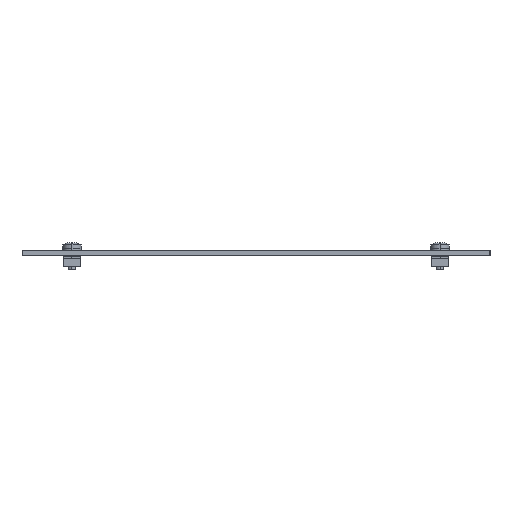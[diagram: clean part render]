
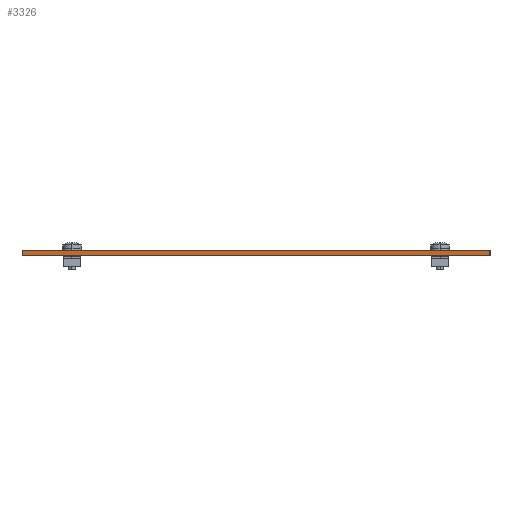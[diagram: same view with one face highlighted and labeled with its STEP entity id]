
A CAD part, left-side view. The second image highlights one B-rep face of the part: STEP entity #3326.
In plain terms, the highlighted planar face has unit normal (-1, 0, 0).
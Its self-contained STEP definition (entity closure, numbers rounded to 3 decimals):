
#113 = ORIENTED_EDGE ( 'NONE', *, *, #8176, .T. ) ;
#1066 = CARTESIAN_POINT ( 'NONE',  ( -241.5, -177.375, 0. ) ) ;
#1680 = CARTESIAN_POINT ( 'NONE',  ( -241.5, -177.375, -4. ) ) ;
#1854 = DIRECTION ( 'NONE',  ( 0., 0., 1. ) ) ;
#2290 = EDGE_LOOP ( 'NONE', ( #2575, #7539, #5642, #113 ) ) ;
#2440 = CARTESIAN_POINT ( 'NONE',  ( -241.5, 177.375, -4. ) ) ;
#2575 = ORIENTED_EDGE ( 'NONE', *, *, #4078, .F. ) ;
#2868 = LINE ( 'NONE', #6748, #4227 ) ;
#3326 = ADVANCED_FACE ( 'NONE', ( #9648 ), #5759, .T. ) ;
#3468 = DIRECTION ( 'NONE',  ( -1., 0., 0. ) ) ;
#3606 = EDGE_CURVE ( 'NONE', #4632, #8733, #5285, .T. ) ;
#3702 = CARTESIAN_POINT ( 'NONE',  ( -241.5, 177.375, -4. ) ) ;
#3784 = LINE ( 'NONE', #5475, #5581 ) ;
#4078 = EDGE_CURVE ( 'NONE', #7703, #4443, #6516, .T. ) ;
#4227 = VECTOR ( 'NONE', #5257, 1000. ) ;
#4443 = VERTEX_POINT ( 'NONE', #1066 ) ;
#4632 = VERTEX_POINT ( 'NONE', #2440 ) ;
#5014 = AXIS2_PLACEMENT_3D ( 'NONE', #7360, #3468, #6649 ) ;
#5239 = DIRECTION ( 'NONE',  ( 0., -1., 0. ) ) ;
#5257 = DIRECTION ( 'NONE',  ( 0., 0., 1. ) ) ;
#5285 = LINE ( 'NONE', #3702, #5823 ) ;
#5475 = CARTESIAN_POINT ( 'NONE',  ( -241.5, -177.375, -4. ) ) ;
#5581 = VECTOR ( 'NONE', #1854, 1000. ) ;
#5642 = ORIENTED_EDGE ( 'NONE', *, *, #3606, .T. ) ;
#5676 = CARTESIAN_POINT ( 'NONE',  ( -241.5, 177.375, 0. ) ) ;
#5759 = PLANE ( 'NONE',  #5014 ) ;
#5823 = VECTOR ( 'NONE', #5239, 1000. ) ;
#6179 = EDGE_CURVE ( 'NONE', #4632, #7703, #2868, .T. ) ;
#6516 = LINE ( 'NONE', #5676, #9444 ) ;
#6649 = DIRECTION ( 'NONE',  ( 0., -1., 0. ) ) ;
#6748 = CARTESIAN_POINT ( 'NONE',  ( -241.5, 177.375, -4. ) ) ;
#6941 = CARTESIAN_POINT ( 'NONE',  ( -241.5, 177.375, 0. ) ) ;
#7360 = CARTESIAN_POINT ( 'NONE',  ( -241.5, 177.375, -4. ) ) ;
#7539 = ORIENTED_EDGE ( 'NONE', *, *, #6179, .F. ) ;
#7703 = VERTEX_POINT ( 'NONE', #6941 ) ;
#7974 = DIRECTION ( 'NONE',  ( 0., -1., 0. ) ) ;
#8176 = EDGE_CURVE ( 'NONE', #8733, #4443, #3784, .T. ) ;
#8733 = VERTEX_POINT ( 'NONE', #1680 ) ;
#9444 = VECTOR ( 'NONE', #7974, 1000. ) ;
#9648 = FACE_OUTER_BOUND ( 'NONE', #2290, .T. ) ;
